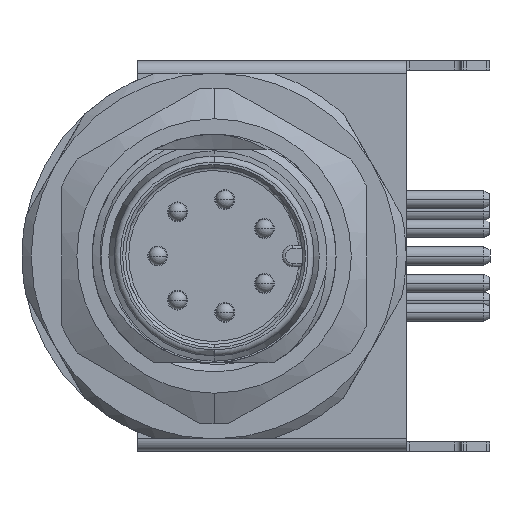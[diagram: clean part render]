
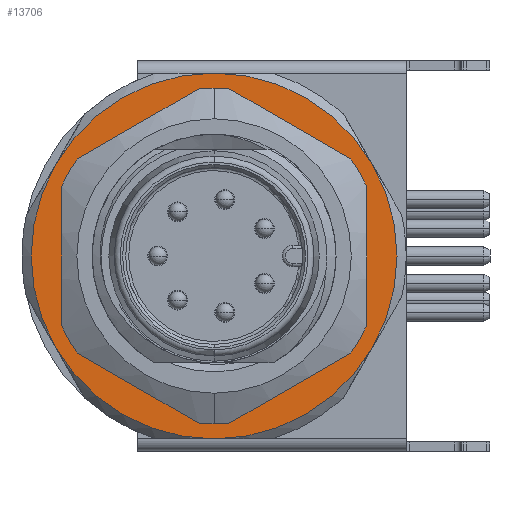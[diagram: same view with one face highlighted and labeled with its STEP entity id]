
A CAD part, left-side view. The second image highlights one B-rep face of the part: STEP entity #13706.
In plain terms, the highlighted planar face has unit normal (-1, 0, 0).
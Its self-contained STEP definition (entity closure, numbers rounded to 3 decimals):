
#7146=CARTESIAN_POINT('',(12.,0.,0.));
#7147=DIRECTION('',(1.,0.,0.));
#7148=DIRECTION('',(0.,-1.,0.));
#7149=AXIS2_PLACEMENT_3D('',#7146,#7147,#7148);
#7166=CARTESIAN_POINT('',(12.,0.,0.));
#7167=DIRECTION('',(1.,0.,0.));
#7168=DIRECTION('',(0.,-0.866,0.5));
#7169=AXIS2_PLACEMENT_3D('',#7166,#7167,#7168);
#7171=CARTESIAN_POINT('',(12.,0.,0.));
#7172=DIRECTION('',(1.,0.,0.));
#7173=DIRECTION('',(0.,-1.,0.));
#7174=AXIS2_PLACEMENT_3D('',#7171,#7172,#7173);
#7176=CARTESIAN_POINT('',(12.,0.,0.));
#7177=DIRECTION('',(1.,0.,0.));
#7178=DIRECTION('',(0.,-0.866,-0.5));
#7179=AXIS2_PLACEMENT_3D('',#7176,#7177,#7178);
#7181=CARTESIAN_POINT('',(12.,0.,0.));
#7182=DIRECTION('',(1.,0.,0.));
#7183=DIRECTION('',(0.,0.,-1.));
#7184=AXIS2_PLACEMENT_3D('',#7181,#7182,#7183);
#7186=CARTESIAN_POINT('',(12.,0.,0.));
#7187=DIRECTION('',(1.,0.,0.));
#7188=DIRECTION('',(0.,0.866,-0.5));
#7189=AXIS2_PLACEMENT_3D('',#7186,#7187,#7188);
#7191=CARTESIAN_POINT('',(12.,0.,0.));
#7192=DIRECTION('',(1.,0.,0.));
#7193=DIRECTION('',(0.,1.,0.));
#7194=AXIS2_PLACEMENT_3D('',#7191,#7192,#7193);
#7196=CARTESIAN_POINT('',(12.,0.,0.));
#7197=DIRECTION('',(1.,0.,0.));
#7198=DIRECTION('',(0.,0.866,0.5));
#7199=AXIS2_PLACEMENT_3D('',#7196,#7197,#7198);
#7201=CARTESIAN_POINT('',(12.,0.,0.));
#7202=DIRECTION('',(1.,0.,0.));
#7203=DIRECTION('',(0.,0.,1.));
#7204=AXIS2_PLACEMENT_3D('',#7201,#7202,#7203);
#7206=CARTESIAN_POINT('',(12.,0.,0.));
#7207=DIRECTION('',(-1.,0.,0.));
#7208=DIRECTION('',(0.,-1.,0.));
#7209=AXIS2_PLACEMENT_3D('',#7206,#7207,#7208);
#7211=CARTESIAN_POINT('',(12.,0.,0.));
#7212=DIRECTION('',(-1.,0.,0.));
#7213=DIRECTION('',(0.,1.,0.));
#7214=AXIS2_PLACEMENT_3D('',#7211,#7212,#7213);
#10034=CARTESIAN_POINT('',(12.,0.,0.));
#10035=DIRECTION('',(1.,0.,0.));
#10036=DIRECTION('',(0.,1.,0.));
#10037=AXIS2_PLACEMENT_3D('',#10034,#10035,#10036);
#11546=CARTESIAN_POINT('',(12.,0.,-6.));
#11547=CARTESIAN_POINT('',(12.,5.196,-3.));
#11548=VERTEX_POINT('',#11546);
#11549=VERTEX_POINT('',#11547);
#11553=CARTESIAN_POINT('',(12.,-5.196,-3.));
#11554=VERTEX_POINT('',#11553);
#11558=CARTESIAN_POINT('',(12.,5.196,3.));
#11559=CARTESIAN_POINT('',(12.,0.,6.));
#11560=VERTEX_POINT('',#11558);
#11561=VERTEX_POINT('',#11559);
#11565=CARTESIAN_POINT('',(12.,-5.196,3.));
#11566=VERTEX_POINT('',#11565);
#11570=CARTESIAN_POINT('',(12.,-6.,0.));
#11571=VERTEX_POINT('',#11570);
#11572=CARTESIAN_POINT('',(12.,6.,0.));
#11573=VERTEX_POINT('',#11572);
#11574=CARTESIAN_POINT('',(12.,-3.8,0.001));
#11575=CARTESIAN_POINT('',(12.,3.8,0.051));
#11576=VERTEX_POINT('',#11574);
#11577=VERTEX_POINT('',#11575);
#11578=CARTESIAN_POINT('',(12.,3.8,-0.001));
#11579=VERTEX_POINT('',#11578);
#11580=CARTESIAN_POINT('',(12.,-3.8,-0.051));
#11581=VERTEX_POINT('',#11580);
#13675=CARTESIAN_POINT('',(12.,0.,0.));
#13676=DIRECTION('',(1.,0.,0.));
#13677=DIRECTION('',(0.,0.,1.));
#13678=AXIS2_PLACEMENT_3D('',#13675,#13676,#13677);
#13679=PLANE('',#13678);
#13681=ORIENTED_EDGE('',*,*,#13680,.T.);
#13683=ORIENTED_EDGE('',*,*,#13682,.T.);
#13685=ORIENTED_EDGE('',*,*,#13684,.T.);
#13687=ORIENTED_EDGE('',*,*,#13686,.T.);
#13689=ORIENTED_EDGE('',*,*,#13688,.T.);
#13691=ORIENTED_EDGE('',*,*,#13690,.T.);
#13693=ORIENTED_EDGE('',*,*,#13692,.T.);
#13695=ORIENTED_EDGE('',*,*,#13694,.T.);
#13696=EDGE_LOOP('',(#13681,#13683,#13685,#13687,#13689,#13691,#13693,#13695));
#13697=FACE_OUTER_BOUND('',#13696,.F.);
#13699=ORIENTED_EDGE('',*,*,#13698,.T.);
#13701=ORIENTED_EDGE('',*,*,#13700,.F.);
#13702=ORIENTED_EDGE('',*,*,#13664,.T.);
#13703=ORIENTED_EDGE('',*,*,#13662,.F.);
#13704=EDGE_LOOP('',(#13699,#13701,#13702,#13703));
#13705=FACE_BOUND('',#13704,.F.);
#7150=CIRCLE('',#7149,3.8);
#7170=CIRCLE('',#7169,6.);
#7175=CIRCLE('',#7174,6.);
#7180=CIRCLE('',#7179,6.);
#7185=CIRCLE('',#7184,6.);
#7190=CIRCLE('',#7189,6.);
#7195=CIRCLE('',#7194,6.);
#7200=CIRCLE('',#7199,6.);
#7205=CIRCLE('',#7204,6.);
#7210=CIRCLE('',#7209,3.8);
#7215=CIRCLE('',#7214,3.8);
#10038=CIRCLE('',#10037,3.8);
#13662=EDGE_CURVE('',#11576,#11581,#7150,.T.);
#13664=EDGE_CURVE('',#11579,#11581,#7215,.T.);
#13680=EDGE_CURVE('',#11566,#11571,#7170,.T.);
#13682=EDGE_CURVE('',#11571,#11554,#7175,.T.);
#13684=EDGE_CURVE('',#11554,#11548,#7180,.T.);
#13686=EDGE_CURVE('',#11548,#11549,#7185,.T.);
#13688=EDGE_CURVE('',#11549,#11573,#7190,.T.);
#13690=EDGE_CURVE('',#11573,#11560,#7195,.T.);
#13692=EDGE_CURVE('',#11560,#11561,#7200,.T.);
#13694=EDGE_CURVE('',#11561,#11566,#7205,.T.);
#13698=EDGE_CURVE('',#11576,#11577,#7210,.T.);
#13700=EDGE_CURVE('',#11579,#11577,#10038,.T.);
#13706=ADVANCED_FACE('',(#13697,#13705),#13679,.F.);
